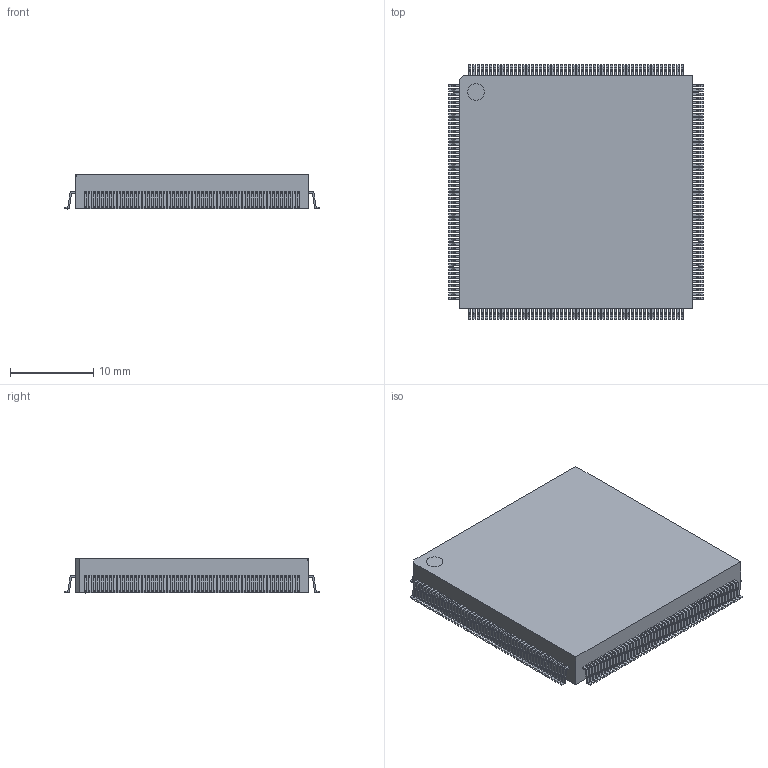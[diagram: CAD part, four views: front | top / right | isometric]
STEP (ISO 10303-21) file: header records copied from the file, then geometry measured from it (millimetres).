
FILE_DESCRIPTION (( 'STEP AP214' ), '1' );
FILE_NAME ('SW3dPS-PQ208.STEP', '2009-05-14T09:18:07', ( 'sysAdmin' ), ( 'SolidWorks' ), 'SwSTEP 2.0', 'SolidWorks 2009', '' );
FILE_SCHEMA (( 'AUTOMOTIVE_DESIGN' ));
Length unit declared in the file: millimetre
Products named in the file (18): SW3dPS-PQ208_Board4; SW3dPS-PQ208_359585873; SW3dPS-PQ208; SW3dPS-PQ208_546060033; SW3dPS-PQ208_Board5; SW3dPS-PQ208_PQ209; SW3dPS-PQ208_Open CASCADE STEP translator 6.2 14.3; SW3dPS-PQ208_Board7; SW3dPS-PQ208_Board6; SW3dPS-PQ208_Free-Models3; SW3dPS-PQ208_Extruded2; SW3dPS-PQ208_359580369; SW3dPS-PQ208_PINPQ209; SW3dPS-PQ208_BODYPQ209; SW3dPS-PQ208_Extruded3; SW3dPS-PQ208_Cylinder1; SW3dPS-PQ208_Free-Models2; SW3dPS-PQ208_Open_CASCADE_STEP_translator_6.2_13.3
Assembly tree (224 placements, depth 8):
  SW3dPS-PQ208
    SW3dPS-PQ208_Board4
    SW3dPS-PQ208_Open CASCADE STEP translator 6.2 14.3
      SW3dPS-PQ208_PQ209
        SW3dPS-PQ208_Open_CASCADE_STEP_translator_6.2_13.3
          SW3dPS-PQ208_PINPQ209  x208
            SW3dPS-PQ208_Board5
            SW3dPS-PQ208_Free-Models2
              SW3dPS-PQ208_359580369
                SW3dPS-PQ208_Extruded3
          SW3dPS-PQ208_BODYPQ209
            SW3dPS-PQ208_Board7
            SW3dPS-PQ208_Free-Models3
              SW3dPS-PQ208_546060033
                SW3dPS-PQ208_Cylinder1
              SW3dPS-PQ208_359585873
                SW3dPS-PQ208_Extruded2
        SW3dPS-PQ208_Board6
Bounding box: 30.6 x 30.6 x 4.23 mm (x, y, z)
Volume: 3247.4 mm3; surface area: 2639.3 mm2
Topology: 421 solids, 421 shells, 5437 faces, 13785 edges, 9190 vertices
Faces by surface type: plane 5435, cylinder 2
Entity records: 3747 total; most frequent: DIRECTION 711, CARTESIAN_POINT 497, AXIS2_PLACEMENT_3D 296, ORIENTED_EDGE 246, PRODUCT_DEFINITION_SHAPE 242, ITEM_DEFINED_TRANSFORMATION 224, CONTEXT_DEPENDENT_SHAPE_REPRESENTATION 224, NEXT_ASSEMBLY_USAGE_OCCURRENCE 224
